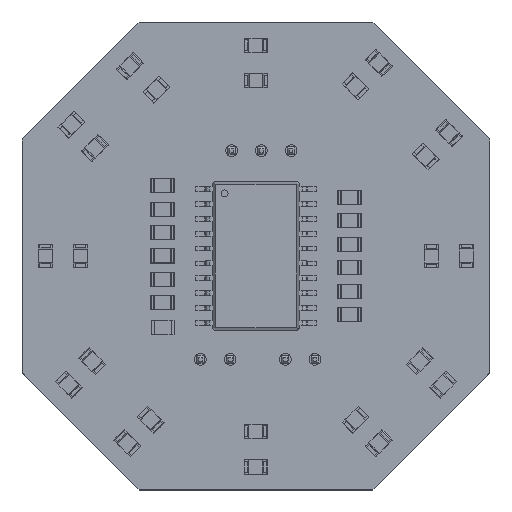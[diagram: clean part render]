
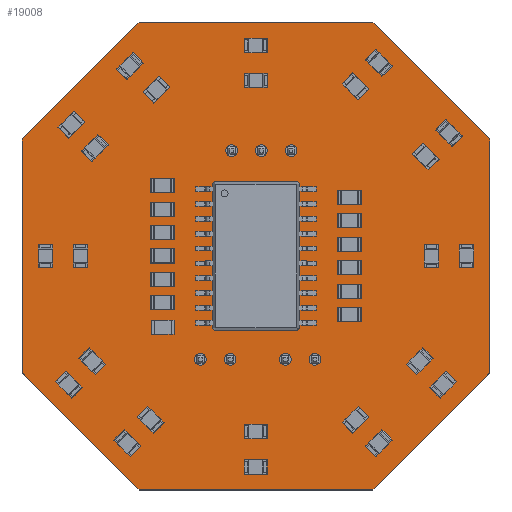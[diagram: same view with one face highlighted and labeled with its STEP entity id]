
A CAD part, top view. The second image highlights one B-rep face of the part: STEP entity #19008.
In plain terms, the highlighted planar face has unit normal (0, 0, 1).
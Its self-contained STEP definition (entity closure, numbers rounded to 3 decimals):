
#18787 = VERTEX_POINT('',#18788);
#18788 = CARTESIAN_POINT('',(174.96,-85.66,1.6));
#18794 = EDGE_CURVE('',#18787,#18795,#18797,.T.);
#18795 = VERTEX_POINT('',#18796);
#18796 = CARTESIAN_POINT('',(174.96,-105.66,1.6));
#18797 = LINE('',#18798,#18799);
#18798 = CARTESIAN_POINT('',(174.96,-85.66,1.6));
#18799 = VECTOR('',#18800,1.);
#18800 = DIRECTION('',(0.,-1.,0.));
#18827 = VERTEX_POINT('',#18828);
#18828 = CARTESIAN_POINT('',(164.96,-75.66,1.6));
#18834 = EDGE_CURVE('',#18827,#18787,#18835,.T.);
#18835 = LINE('',#18836,#18837);
#18836 = CARTESIAN_POINT('',(164.96,-75.66,1.6));
#18837 = VECTOR('',#18838,1.);
#18838 = DIRECTION('',(0.707,-0.707,0.));
#18856 = EDGE_CURVE('',#18795,#18857,#18859,.T.);
#18857 = VERTEX_POINT('',#18858);
#18858 = CARTESIAN_POINT('',(164.96,-115.66,1.6));
#18859 = LINE('',#18860,#18861);
#18860 = CARTESIAN_POINT('',(174.96,-105.66,1.6));
#18861 = VECTOR('',#18862,1.);
#18862 = DIRECTION('',(-0.707,-0.707,0.));
#19008 = ADVANCED_FACE('',(#19009,#19052,#19063,#19074,#19085,#19096,
    #19107,#19118),#19129,.F.);
#19009 = FACE_BOUND('',#19010,.F.);
#19010 = EDGE_LOOP('',(#19011,#19012,#19013,#19021,#19029,#19037,#19045,
    #19051));
#19011 = ORIENTED_EDGE('',*,*,#18794,.T.);
#19012 = ORIENTED_EDGE('',*,*,#18856,.T.);
#19013 = ORIENTED_EDGE('',*,*,#19014,.T.);
#19014 = EDGE_CURVE('',#18857,#19015,#19017,.T.);
#19015 = VERTEX_POINT('',#19016);
#19016 = CARTESIAN_POINT('',(144.96,-115.66,1.6));
#19017 = LINE('',#19018,#19019);
#19018 = CARTESIAN_POINT('',(164.96,-115.66,1.6));
#19019 = VECTOR('',#19020,1.);
#19020 = DIRECTION('',(-1.,0.,0.));
#19021 = ORIENTED_EDGE('',*,*,#19022,.T.);
#19022 = EDGE_CURVE('',#19015,#19023,#19025,.T.);
#19023 = VERTEX_POINT('',#19024);
#19024 = CARTESIAN_POINT('',(134.96,-105.66,1.6));
#19025 = LINE('',#19026,#19027);
#19026 = CARTESIAN_POINT('',(144.96,-115.66,1.6));
#19027 = VECTOR('',#19028,1.);
#19028 = DIRECTION('',(-0.707,0.707,0.));
#19029 = ORIENTED_EDGE('',*,*,#19030,.T.);
#19030 = EDGE_CURVE('',#19023,#19031,#19033,.T.);
#19031 = VERTEX_POINT('',#19032);
#19032 = CARTESIAN_POINT('',(134.96,-85.66,1.6));
#19033 = LINE('',#19034,#19035);
#19034 = CARTESIAN_POINT('',(134.96,-105.66,1.6));
#19035 = VECTOR('',#19036,1.);
#19036 = DIRECTION('',(0.,1.,0.));
#19037 = ORIENTED_EDGE('',*,*,#19038,.T.);
#19038 = EDGE_CURVE('',#19031,#19039,#19041,.T.);
#19039 = VERTEX_POINT('',#19040);
#19040 = CARTESIAN_POINT('',(144.96,-75.66,1.6));
#19041 = LINE('',#19042,#19043);
#19042 = CARTESIAN_POINT('',(134.96,-85.66,1.6));
#19043 = VECTOR('',#19044,1.);
#19044 = DIRECTION('',(0.707,0.707,0.));
#19045 = ORIENTED_EDGE('',*,*,#19046,.T.);
#19046 = EDGE_CURVE('',#19039,#18827,#19047,.T.);
#19047 = LINE('',#19048,#19049);
#19048 = CARTESIAN_POINT('',(144.96,-75.66,1.6));
#19049 = VECTOR('',#19050,1.);
#19050 = DIRECTION('',(1.,0.,0.));
#19051 = ORIENTED_EDGE('',*,*,#18834,.T.);
#19052 = FACE_BOUND('',#19053,.F.);
#19053 = EDGE_LOOP('',(#19054));
#19054 = ORIENTED_EDGE('',*,*,#19055,.F.);
#19055 = EDGE_CURVE('',#19056,#19056,#19058,.T.);
#19056 = VERTEX_POINT('',#19057);
#19057 = CARTESIAN_POINT('',(160.,-105.,1.6));
#19058 = CIRCLE('',#19059,0.5);
#19059 = AXIS2_PLACEMENT_3D('',#19060,#19061,#19062);
#19060 = CARTESIAN_POINT('',(160.,-104.5,1.6));
#19061 = DIRECTION('',(-0.,0.,-1.));
#19062 = DIRECTION('',(-0.,-1.,0.));
#19063 = FACE_BOUND('',#19064,.F.);
#19064 = EDGE_LOOP('',(#19065));
#19065 = ORIENTED_EDGE('',*,*,#19066,.F.);
#19066 = EDGE_CURVE('',#19067,#19067,#19069,.T.);
#19067 = VERTEX_POINT('',#19068);
#19068 = CARTESIAN_POINT('',(157.46,-105.,1.6));
#19069 = CIRCLE('',#19070,0.5);
#19070 = AXIS2_PLACEMENT_3D('',#19071,#19072,#19073);
#19071 = CARTESIAN_POINT('',(157.46,-104.5,1.6));
#19072 = DIRECTION('',(-0.,0.,-1.));
#19073 = DIRECTION('',(-0.,-1.,0.));
#19074 = FACE_BOUND('',#19075,.F.);
#19075 = EDGE_LOOP('',(#19076));
#19076 = ORIENTED_EDGE('',*,*,#19077,.F.);
#19077 = EDGE_CURVE('',#19078,#19078,#19080,.T.);
#19078 = VERTEX_POINT('',#19079);
#19079 = CARTESIAN_POINT('',(152.75,-105.,1.6));
#19080 = CIRCLE('',#19081,0.5);
#19081 = AXIS2_PLACEMENT_3D('',#19082,#19083,#19084);
#19082 = CARTESIAN_POINT('',(152.75,-104.5,1.6));
#19083 = DIRECTION('',(-0.,0.,-1.));
#19084 = DIRECTION('',(-0.,-1.,0.));
#19085 = FACE_BOUND('',#19086,.F.);
#19086 = EDGE_LOOP('',(#19087));
#19087 = ORIENTED_EDGE('',*,*,#19088,.F.);
#19088 = EDGE_CURVE('',#19089,#19089,#19091,.T.);
#19089 = VERTEX_POINT('',#19090);
#19090 = CARTESIAN_POINT('',(150.21,-105.,1.6));
#19091 = CIRCLE('',#19092,0.5);
#19092 = AXIS2_PLACEMENT_3D('',#19093,#19094,#19095);
#19093 = CARTESIAN_POINT('',(150.21,-104.5,1.6));
#19094 = DIRECTION('',(-0.,0.,-1.));
#19095 = DIRECTION('',(-0.,-1.,0.));
#19096 = FACE_BOUND('',#19097,.F.);
#19097 = EDGE_LOOP('',(#19098));
#19098 = ORIENTED_EDGE('',*,*,#19099,.F.);
#19099 = EDGE_CURVE('',#19100,#19100,#19102,.T.);
#19100 = VERTEX_POINT('',#19101);
#19101 = CARTESIAN_POINT('',(157.96,-87.16,1.6));
#19102 = CIRCLE('',#19103,0.5);
#19103 = AXIS2_PLACEMENT_3D('',#19104,#19105,#19106);
#19104 = CARTESIAN_POINT('',(157.96,-86.66,1.6));
#19105 = DIRECTION('',(-0.,0.,-1.));
#19106 = DIRECTION('',(-0.,-1.,0.));
#19107 = FACE_BOUND('',#19108,.F.);
#19108 = EDGE_LOOP('',(#19109));
#19109 = ORIENTED_EDGE('',*,*,#19110,.F.);
#19110 = EDGE_CURVE('',#19111,#19111,#19113,.T.);
#19111 = VERTEX_POINT('',#19112);
#19112 = CARTESIAN_POINT('',(155.42,-87.16,1.6));
#19113 = CIRCLE('',#19114,0.5);
#19114 = AXIS2_PLACEMENT_3D('',#19115,#19116,#19117);
#19115 = CARTESIAN_POINT('',(155.42,-86.66,1.6));
#19116 = DIRECTION('',(-0.,0.,-1.));
#19117 = DIRECTION('',(-0.,-1.,0.));
#19118 = FACE_BOUND('',#19119,.F.);
#19119 = EDGE_LOOP('',(#19120));
#19120 = ORIENTED_EDGE('',*,*,#19121,.F.);
#19121 = EDGE_CURVE('',#19122,#19122,#19124,.T.);
#19122 = VERTEX_POINT('',#19123);
#19123 = CARTESIAN_POINT('',(152.88,-87.16,1.6));
#19124 = CIRCLE('',#19125,0.5);
#19125 = AXIS2_PLACEMENT_3D('',#19126,#19127,#19128);
#19126 = CARTESIAN_POINT('',(152.88,-86.66,1.6));
#19127 = DIRECTION('',(-0.,0.,-1.));
#19128 = DIRECTION('',(-0.,-1.,0.));
#19129 = PLANE('',#19130);
#19130 = AXIS2_PLACEMENT_3D('',#19131,#19132,#19133);
#19131 = CARTESIAN_POINT('',(154.96,-95.66,1.6));
#19132 = DIRECTION('',(-0.,-0.,-1.));
#19133 = DIRECTION('',(-1.,0.,0.));
